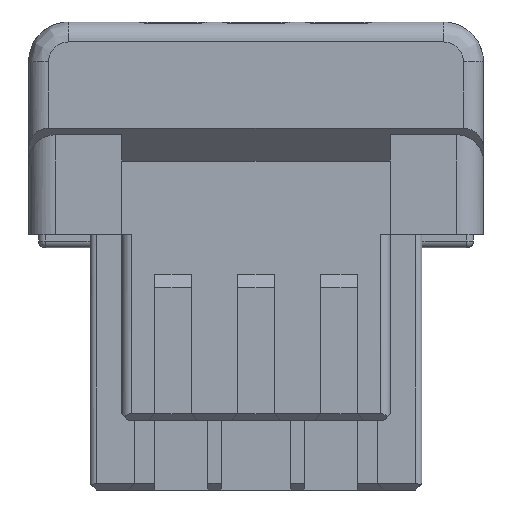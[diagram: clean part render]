
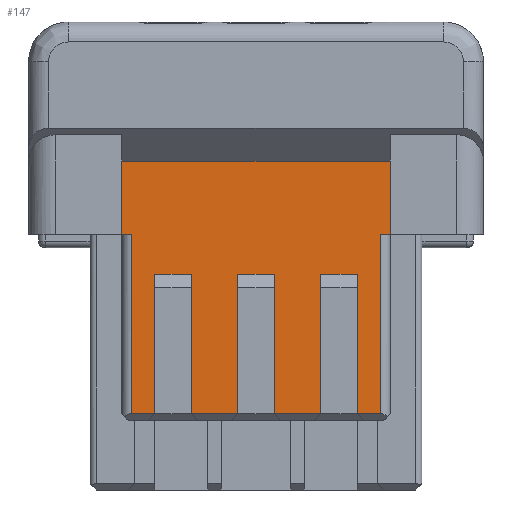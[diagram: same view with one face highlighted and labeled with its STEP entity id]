
A CAD part, front view. The second image highlights one B-rep face of the part: STEP entity #147.
In plain terms, the highlighted planar face has unit normal (0, -1, 0).
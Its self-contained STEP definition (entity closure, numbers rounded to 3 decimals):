
#147=ADVANCED_FACE('',(#629),#630,.T.);
#629=FACE_OUTER_BOUND('',#1471,.T.);
#630=PLANE('',#1472);
#1471=EDGE_LOOP('',(#3106,#3107,#3108,#3109,#3110,#3111,#3112,#3113,#3114,#3115,#3116,#3117,#3118,#3119,#3120,#3121,#3122,#3123,#3124,#3125));
#1472=AXIS2_PLACEMENT_3D('',#3126,#3127,#3128);
#3106=ORIENTED_EDGE('',*,*,#5787,.T.);
#3107=ORIENTED_EDGE('',*,*,#5803,.F.);
#3108=ORIENTED_EDGE('',*,*,#5804,.F.);
#3109=ORIENTED_EDGE('',*,*,#5768,.F.);
#3110=ORIENTED_EDGE('',*,*,#5777,.T.);
#3111=ORIENTED_EDGE('',*,*,#5802,.F.);
#3112=ORIENTED_EDGE('',*,*,#5805,.F.);
#3113=ORIENTED_EDGE('',*,*,#5806,.T.);
#3114=ORIENTED_EDGE('',*,*,#5780,.T.);
#3115=ORIENTED_EDGE('',*,*,#5807,.F.);
#3116=ORIENTED_EDGE('',*,*,#5808,.F.);
#3117=ORIENTED_EDGE('',*,*,#5809,.T.);
#3118=ORIENTED_EDGE('',*,*,#5789,.T.);
#3119=ORIENTED_EDGE('',*,*,#5810,.T.);
#3120=ORIENTED_EDGE('',*,*,#5811,.T.);
#3121=ORIENTED_EDGE('',*,*,#5812,.F.);
#3122=ORIENTED_EDGE('',*,*,#5528,.F.);
#3123=ORIENTED_EDGE('',*,*,#5813,.T.);
#3124=ORIENTED_EDGE('',*,*,#5814,.F.);
#3125=ORIENTED_EDGE('',*,*,#5815,.F.);
#3126=CARTESIAN_POINT('',(2.025,-2.225,2.25));
#3127=DIRECTION('',(0.0,-1.0,0.0));
#3128=DIRECTION('',(0.0,0.0,-1.0));
#5528=EDGE_CURVE('',#6658,#6660,#6661,.T.);
#5768=EDGE_CURVE('',#7061,#7062,#7063,.T.);
#5777=EDGE_CURVE('',#7061,#7077,#7078,.T.);
#5780=EDGE_CURVE('',#7082,#7083,#7084,.T.);
#5787=EDGE_CURVE('',#7097,#7095,#7098,.T.);
#5789=EDGE_CURVE('',#7100,#7101,#7102,.T.);
#5802=EDGE_CURVE('',#7122,#7077,#7124,.T.);
#5803=EDGE_CURVE('',#7125,#7095,#7126,.T.);
#5804=EDGE_CURVE('',#7062,#7125,#7127,.T.);
#5805=EDGE_CURVE('',#7128,#7122,#7129,.T.);
#5806=EDGE_CURVE('',#7128,#7082,#7130,.T.);
#5807=EDGE_CURVE('',#7131,#7083,#7132,.T.);
#5808=EDGE_CURVE('',#7133,#7131,#7134,.T.);
#5809=EDGE_CURVE('',#7133,#7100,#7135,.T.);
#5810=EDGE_CURVE('',#7101,#7136,#7137,.T.);
#5811=EDGE_CURVE('',#7136,#7138,#7139,.T.);
#5812=EDGE_CURVE('',#6660,#7138,#7140,.T.);
#5813=EDGE_CURVE('',#6658,#7141,#7142,.T.);
#5814=EDGE_CURVE('',#7143,#7141,#7144,.T.);
#5815=EDGE_CURVE('',#7097,#7143,#7145,.T.);
#6658=VERTEX_POINT('',#8495);
#6660=VERTEX_POINT('',#8498);
#6661=LINE('',#8499,#8500);
#7061=VERTEX_POINT('',#9143);
#7062=VERTEX_POINT('',#9144);
#7063=LINE('',#9145,#9146);
#7077=VERTEX_POINT('',#9168);
#7078=LINE('',#9169,#9170);
#7082=VERTEX_POINT('',#9176);
#7083=VERTEX_POINT('',#9177);
#7084=LINE('',#9178,#9179);
#7095=VERTEX_POINT('',#9195);
#7097=VERTEX_POINT('',#9198);
#7098=LINE('',#9199,#9200);
#7100=VERTEX_POINT('',#9206);
#7101=VERTEX_POINT('',#9207);
#7102=LINE('',#9208,#9209);
#7122=VERTEX_POINT('',#9243);
#7124=LINE('',#9246,#9247);
#7125=VERTEX_POINT('',#9248);
#7126=LINE('',#9249,#9250);
#7127=LINE('',#9251,#9252);
#7128=VERTEX_POINT('',#9253);
#7129=LINE('',#9254,#9255);
#7130=LINE('',#9256,#9257);
#7131=VERTEX_POINT('',#9258);
#7132=LINE('',#9259,#9260);
#7133=VERTEX_POINT('',#9261);
#7134=LINE('',#9262,#9263);
#7135=LINE('',#9264,#9265);
#7136=VERTEX_POINT('',#9266);
#7137=LINE('',#9267,#9268);
#7138=VERTEX_POINT('',#9269);
#7139=LINE('',#9270,#9271);
#7140=LINE('',#9272,#9273);
#7141=VERTEX_POINT('',#9274);
#7142=LINE('',#9275,#9276);
#7143=VERTEX_POINT('',#9277);
#7144=LINE('',#9278,#9279);
#7145=LINE('',#9280,#9281);
#8495=CARTESIAN_POINT('',(-2.025,-2.225,3.35));
#8498=CARTESIAN_POINT('',(2.025,-2.225,3.35));
#8499=CARTESIAN_POINT('',(-2.025,-2.225,3.35));
#8500=VECTOR('',#11089,4.05);
#9143=CARTESIAN_POINT('',(-0.975,-2.225,-0.45));
#9144=CARTESIAN_POINT('',(-0.975,-2.225,1.65));
#9145=CARTESIAN_POINT('',(-0.975,-2.225,-0.45));
#9146=VECTOR('',#11363,2.1);
#9168=CARTESIAN_POINT('',(-0.275,-2.225,-0.45));
#9169=CARTESIAN_POINT('',(-0.975,-2.225,-0.45));
#9170=VECTOR('',#11372,0.7);
#9176=CARTESIAN_POINT('',(0.275,-2.225,-0.45));
#9177=CARTESIAN_POINT('',(0.975,-2.225,-0.45));
#9178=CARTESIAN_POINT('',(0.275,-2.225,-0.45));
#9179=VECTOR('',#11375,0.7);
#9195=CARTESIAN_POINT('',(-1.525,-2.225,-0.45));
#9198=CARTESIAN_POINT('',(-1.875,-2.225,-0.45));
#9199=CARTESIAN_POINT('',(-1.875,-2.225,-0.45));
#9200=VECTOR('',#11382,0.35);
#9206=CARTESIAN_POINT('',(1.525,-2.225,-0.45));
#9207=CARTESIAN_POINT('',(1.875,-2.225,-0.45));
#9208=CARTESIAN_POINT('',(1.525,-2.225,-0.45));
#9209=VECTOR('',#11383,0.35);
#9243=CARTESIAN_POINT('',(-0.275,-2.225,1.65));
#9246=CARTESIAN_POINT('',(-0.275,-2.225,1.65));
#9247=VECTOR('',#11395,2.1);
#9248=CARTESIAN_POINT('',(-1.525,-2.225,1.65));
#9249=CARTESIAN_POINT('',(-1.525,-2.225,1.65));
#9250=VECTOR('',#11396,2.1);
#9251=CARTESIAN_POINT('',(-0.975,-2.225,1.65));
#9252=VECTOR('',#11397,0.55);
#9253=CARTESIAN_POINT('',(0.275,-2.225,1.65));
#9254=CARTESIAN_POINT('',(0.275,-2.225,1.65));
#9255=VECTOR('',#11398,0.55);
#9256=CARTESIAN_POINT('',(0.275,-2.225,1.65));
#9257=VECTOR('',#11399,2.1);
#9258=CARTESIAN_POINT('',(0.975,-2.225,1.65));
#9259=CARTESIAN_POINT('',(0.975,-2.225,1.65));
#9260=VECTOR('',#11400,2.1);
#9261=CARTESIAN_POINT('',(1.525,-2.225,1.65));
#9262=CARTESIAN_POINT('',(1.525,-2.225,1.65));
#9263=VECTOR('',#11401,0.55);
#9264=CARTESIAN_POINT('',(1.525,-2.225,1.65));
#9265=VECTOR('',#11402,2.1);
#9266=CARTESIAN_POINT('',(1.875,-2.225,2.25));
#9267=CARTESIAN_POINT('',(1.875,-2.225,-0.45));
#9268=VECTOR('',#11403,2.7);
#9269=CARTESIAN_POINT('',(2.025,-2.225,2.25));
#9270=CARTESIAN_POINT('',(1.875,-2.225,2.25));
#9271=VECTOR('',#11404,0.15);
#9272=CARTESIAN_POINT('',(2.025,-2.225,3.35));
#9273=VECTOR('',#11405,1.1);
#9274=CARTESIAN_POINT('',(-2.025,-2.225,2.25));
#9275=CARTESIAN_POINT('',(-2.025,-2.225,3.35));
#9276=VECTOR('',#11406,1.1);
#9277=CARTESIAN_POINT('',(-1.875,-2.225,2.25));
#9278=CARTESIAN_POINT('',(-1.875,-2.225,2.25));
#9279=VECTOR('',#11407,0.15);
#9280=CARTESIAN_POINT('',(-1.875,-2.225,-0.45));
#9281=VECTOR('',#11408,2.7);
#11089=DIRECTION('',(1.0,0.0,0.0));
#11363=DIRECTION('',(0.0,0.0,1.0));
#11372=DIRECTION('',(1.0,0.0,0.0));
#11375=DIRECTION('',(1.0,0.0,0.0));
#11382=DIRECTION('',(1.0,0.0,0.0));
#11383=DIRECTION('',(1.0,0.0,0.0));
#11395=DIRECTION('',(0.0,0.0,-1.0));
#11396=DIRECTION('',(0.0,0.0,-1.0));
#11397=DIRECTION('',(-1.0,0.0,0.0));
#11398=DIRECTION('',(-1.0,0.0,0.0));
#11399=DIRECTION('',(0.0,0.0,-1.0));
#11400=DIRECTION('',(0.0,0.0,-1.0));
#11401=DIRECTION('',(-1.0,0.0,0.0));
#11402=DIRECTION('',(0.0,0.0,-1.0));
#11403=DIRECTION('',(0.0,0.0,1.0));
#11404=DIRECTION('',(1.0,0.0,0.0));
#11405=DIRECTION('',(0.0,0.0,-1.0));
#11406=DIRECTION('',(0.0,0.0,-1.0));
#11407=DIRECTION('',(-1.0,0.0,0.0));
#11408=DIRECTION('',(0.0,0.0,1.0));
